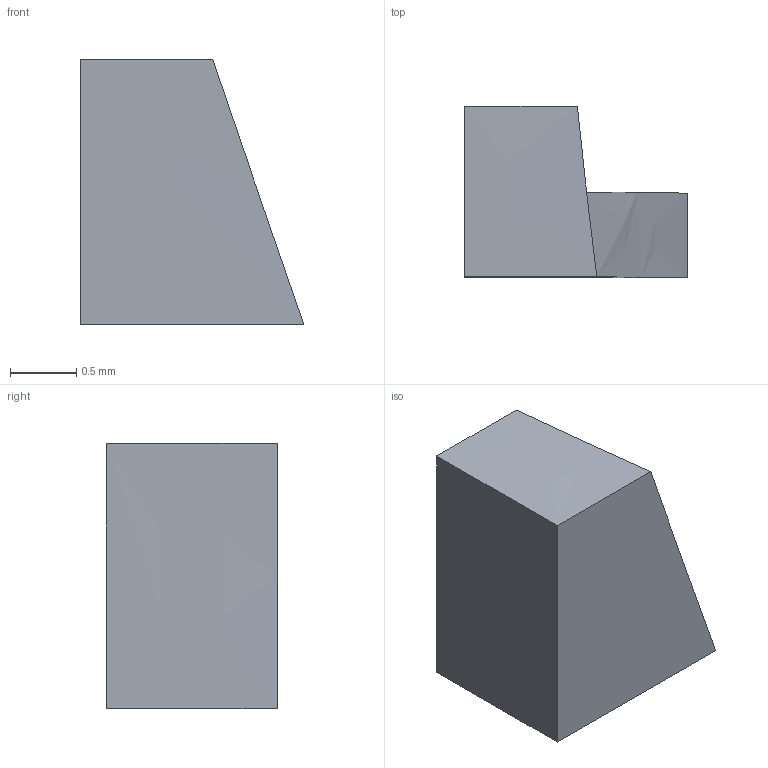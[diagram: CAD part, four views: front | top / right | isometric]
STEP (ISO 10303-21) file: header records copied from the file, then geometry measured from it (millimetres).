
FILE_DESCRIPTION(('Open CASCADE Model'),'2;1');
FILE_NAME('Open CASCADE Shape Model','2024-07-31T05:14:24',('Author'),( 'Open CASCADE'),'Open CASCADE STEP processor 7.5','Open CASCADE 7.5' ,'Unknown');
FILE_SCHEMA(('CONFIG_CONTROL_DESIGN'));
Length unit declared in the file: millimetre
Products named in the file (1): Open CASCADE STEP translator 7.5 2664
Bounding box: 1.69 x 1.3 x 2 mm (x, y, z)
Volume: 2.8 mm3; surface area: 13.3 mm2
Topology: 1 solids, 1 shells, 8 faces, 17 edges, 11 vertices
Faces by surface type: bspline 8
Entity records: 619 total; most frequent: CARTESIAN_POINT 342, B_SPLINE_CURVE_WITH_KNOTS 51, ORIENTED_EDGE 34, PCURVE 34, DEFINITIONAL_REPRESENTATION 34, EDGE_CURVE 17, SURFACE_CURVE 17, VERTEX_POINT 11
